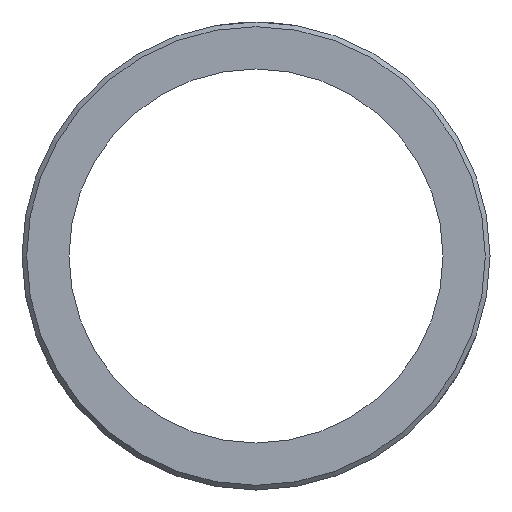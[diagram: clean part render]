
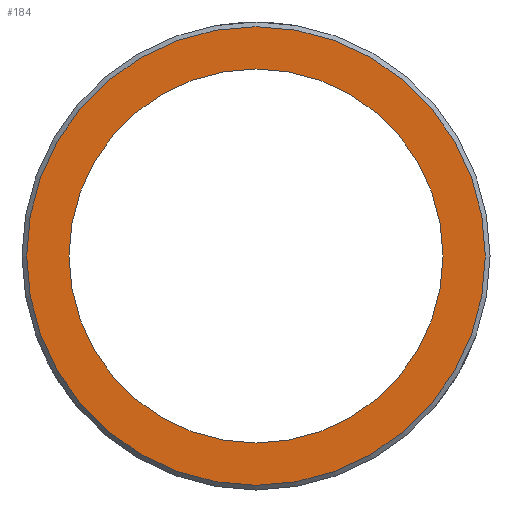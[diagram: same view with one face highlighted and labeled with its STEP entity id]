
A CAD part, front view. The second image highlights one B-rep face of the part: STEP entity #184.
In plain terms, the highlighted planar face has unit normal (0, -1, 0).
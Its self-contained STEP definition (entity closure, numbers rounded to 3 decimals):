
#25=PLANE('',#213);
#43=FACE_BOUND('',#81,.T.);
#55=FACE_OUTER_BOUND('',#80,.T.);
#80=EDGE_LOOP('',(#158));
#81=EDGE_LOOP('',(#159));
#91=CIRCLE('',#199,19.98);
#98=CIRCLE('',#212,24.5);
#100=VERTEX_POINT('',#266);
#116=VERTEX_POINT('',#601);
#118=EDGE_CURVE('',#100,#100,#91,.T.);
#134=EDGE_CURVE('',#116,#116,#98,.T.);
#158=ORIENTED_EDGE('',*,*,#134,.F.);
#159=ORIENTED_EDGE('',*,*,#118,.T.);
#184=ADVANCED_FACE('',(#55,#43),#25,.T.);
#199=AXIS2_PLACEMENT_3D('',#267,#224,#225);
#212=AXIS2_PLACEMENT_3D('',#602,#250,#251);
#213=AXIS2_PLACEMENT_3D('',#603,#252,#253);
#224=DIRECTION('center_axis',(0.,1.,0.));
#225=DIRECTION('ref_axis',(1.,0.,0.));
#250=DIRECTION('center_axis',(0.,1.,0.));
#251=DIRECTION('ref_axis',(0.,0.,-1.));
#252=DIRECTION('center_axis',(0.,-1.,0.));
#253=DIRECTION('ref_axis',(0.,0.,-1.));
#266=CARTESIAN_POINT('',(19.98,-7.5,0.));
#267=CARTESIAN_POINT('Origin',(0.,-7.5,0.));
#601=CARTESIAN_POINT('',(0.,-7.5,24.5));
#602=CARTESIAN_POINT('Origin',(0.,-7.5,0.));
#603=CARTESIAN_POINT('Origin',(0.,-7.5,25.));
